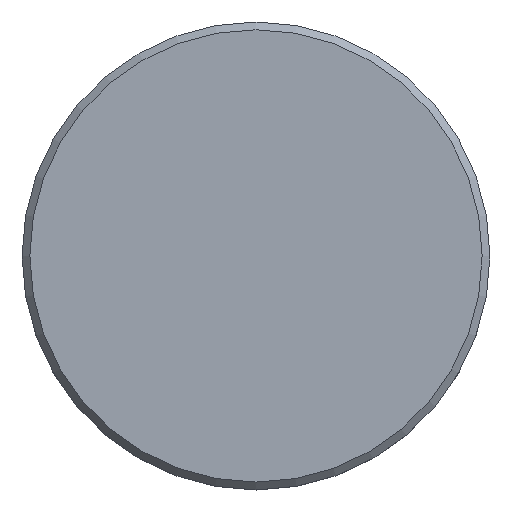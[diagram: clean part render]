
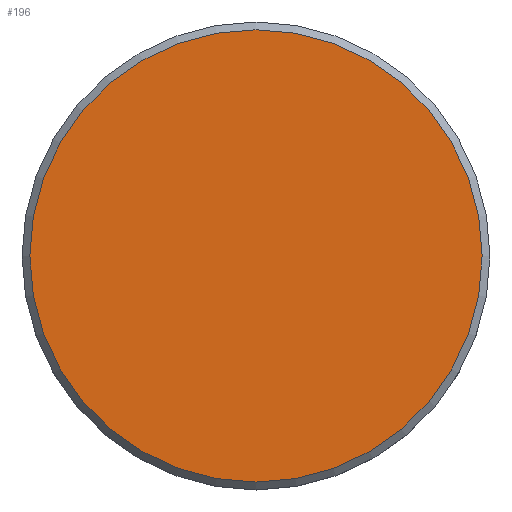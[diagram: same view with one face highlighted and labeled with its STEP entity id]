
A CAD part, top view. The second image highlights one B-rep face of the part: STEP entity #196.
In plain terms, the highlighted planar face has unit normal (0, 0, 1).
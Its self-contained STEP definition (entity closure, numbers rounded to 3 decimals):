
#27=PLANE('',#236);
#51=CIRCLE('',#237,14.5);
#87=ORIENTED_EDGE('',*,*,#114,.T.);
#114=EDGE_CURVE('',#130,#130,#51,.F.);
#130=VERTEX_POINT('',#1543);
#151=EDGE_LOOP('',(#87));
#174=FACE_BOUND('',#151,.T.);
#196=ADVANCED_FACE('',(#174),#27,.F.);
#236=AXIS2_PLACEMENT_3D('',#1541,#286,#287);
#237=AXIS2_PLACEMENT_3D('',#1542,#288,#289);
#286=DIRECTION('',(0.,0.,-1.));
#287=DIRECTION('',(1.,0.,0.));
#288=DIRECTION('',(0.,0.,-1.));
#289=DIRECTION('',(-1.,0.,0.));
#1541=CARTESIAN_POINT('',(0.,0.,57.75));
#1542=CARTESIAN_POINT('',(0.,0.,57.75));
#1543=CARTESIAN_POINT('',(-14.5,0.,57.75));
